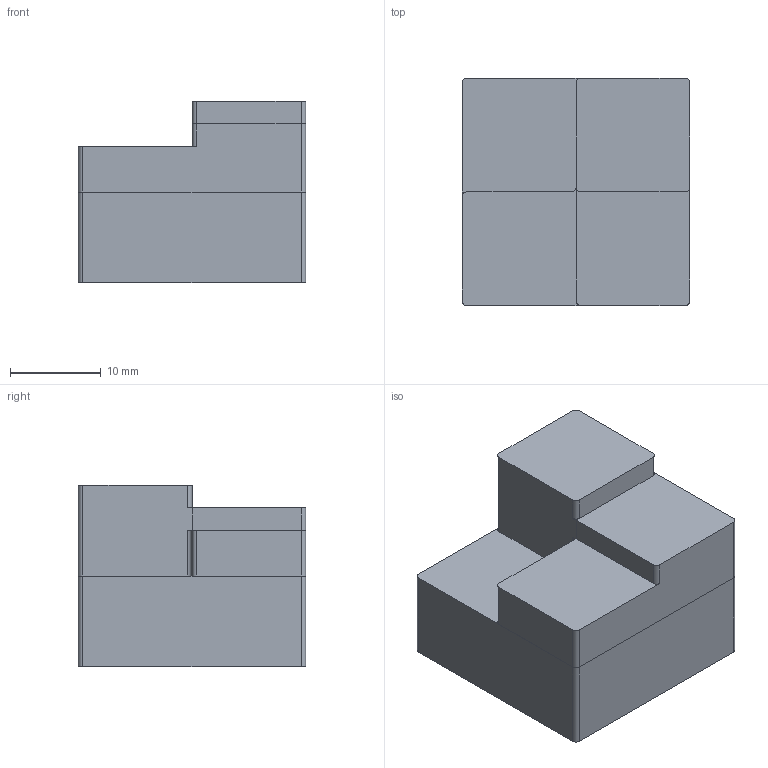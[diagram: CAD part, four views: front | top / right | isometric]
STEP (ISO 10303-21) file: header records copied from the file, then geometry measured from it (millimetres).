
FILE_DESCRIPTION(('FreeCAD Model'),'2;1');
FILE_NAME('Open CASCADE Shape Model','2024-02-26T16:48:35',(''),(''), 'Open CASCADE STEP processor 7.7','FreeCAD','Unknown');
FILE_SCHEMA(('AUTOMOTIVE_DESIGN { 1 0 10303 214 1 1 1 1 }'));
Length unit declared in the file: millimetre
Products named in the file (3): toolchanger_test; Body; Body001
Assembly tree (2 placements, depth 2):
  toolchanger_test
    Body
    Body001
Bounding box: 25 x 25 x 20 mm (x, y, z)
Volume: 9761.3 mm3; surface area: 3979.8 mm2
Topology: 2 solids, 2 shells, 31 faces, 83 edges, 56 vertices
Faces by surface type: plane 18, cylinder 13
Entity records: 2184 total; most frequent: CARTESIAN_POINT 459, DIRECTION 323, LINE 197, VECTOR 197, ORIENTED_EDGE 166, PCURVE 166, DEFINITIONAL_REPRESENTATION 166, EDGE_CURVE 83
